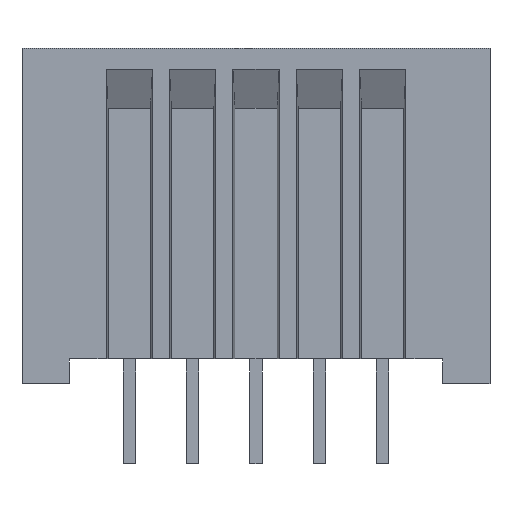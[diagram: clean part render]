
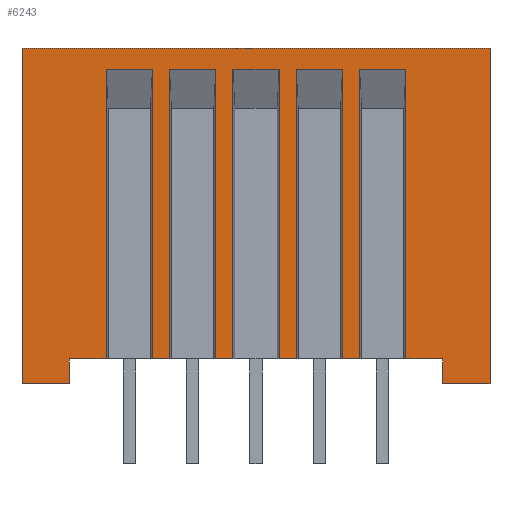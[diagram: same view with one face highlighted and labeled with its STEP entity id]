
A CAD part, front view. The second image highlights one B-rep face of the part: STEP entity #6243.
In plain terms, the highlighted planar face has unit normal (0, -1, 0).
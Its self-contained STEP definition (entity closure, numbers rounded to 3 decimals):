
#42=DIRECTION('',(1.,0.,0.));
#43=VECTOR('',#42,18.76);
#44=CARTESIAN_POINT('',(-9.38,-5.08,0.));
#45=LINE('',#44,#43);
#458=DIRECTION('',(1.,0.,0.));
#459=VECTOR('',#458,1.475);
#460=CARTESIAN_POINT('',(6.005,-5.08,-12.45));
#461=LINE('',#460,#459);
#642=DIRECTION('',(1.,0.,0.));
#643=VECTOR('',#642,1.475);
#644=CARTESIAN_POINT('',(-7.48,-5.08,-12.45));
#645=LINE('',#644,#643);
#650=DIRECTION('',(1.,0.,0.));
#651=VECTOR('',#650,0.69);
#652=CARTESIAN_POINT('',(-4.155,-5.08,-12.45));
#653=LINE('',#652,#651);
#658=DIRECTION('',(1.,0.,0.));
#659=VECTOR('',#658,0.69);
#660=CARTESIAN_POINT('',(-1.615,-5.08,-12.45));
#661=LINE('',#660,#659);
#666=DIRECTION('',(1.,0.,0.));
#667=VECTOR('',#666,0.69);
#668=CARTESIAN_POINT('',(0.925,-5.08,-12.45));
#669=LINE('',#668,#667);
#674=DIRECTION('',(1.,0.,0.));
#675=VECTOR('',#674,0.69);
#676=CARTESIAN_POINT('',(3.465,-5.08,-12.45));
#677=LINE('',#676,#675);
#982=DIRECTION('',(0.,0.,-1.));
#983=VECTOR('',#982,11.611);
#984=CARTESIAN_POINT('',(4.155,-5.08,-0.839));
#985=LINE('',#984,#983);
#986=DIRECTION('',(0.,0.,1.));
#987=VECTOR('',#986,11.611);
#988=CARTESIAN_POINT('',(3.465,-5.08,-12.45));
#989=LINE('',#988,#987);
#990=DIRECTION('',(-1.,0.,0.));
#991=VECTOR('',#990,1.85);
#992=CARTESIAN_POINT('',(3.465,-5.08,-0.839));
#993=LINE('',#992,#991);
#994=DIRECTION('',(0.,0.,-1.));
#995=VECTOR('',#994,11.611);
#996=CARTESIAN_POINT('',(1.615,-5.08,-0.839));
#997=LINE('',#996,#995);
#998=DIRECTION('',(0.,0.,1.));
#999=VECTOR('',#998,11.611);
#1000=CARTESIAN_POINT('',(0.925,-5.08,-12.45));
#1001=LINE('',#1000,#999);
#1002=DIRECTION('',(-1.,0.,0.));
#1003=VECTOR('',#1002,1.85);
#1004=CARTESIAN_POINT('',(0.925,-5.08,-0.839));
#1005=LINE('',#1004,#1003);
#1006=DIRECTION('',(0.,0.,-1.));
#1007=VECTOR('',#1006,11.611);
#1008=CARTESIAN_POINT('',(-0.925,-5.08,-0.839));
#1009=LINE('',#1008,#1007);
#1010=DIRECTION('',(0.,0.,1.));
#1011=VECTOR('',#1010,11.611);
#1012=CARTESIAN_POINT('',(-1.615,-5.08,-12.45));
#1013=LINE('',#1012,#1011);
#1014=DIRECTION('',(-1.,0.,0.));
#1015=VECTOR('',#1014,1.85);
#1016=CARTESIAN_POINT('',(-1.615,-5.08,-0.839));
#1017=LINE('',#1016,#1015);
#1018=DIRECTION('',(0.,0.,-1.));
#1019=VECTOR('',#1018,11.611);
#1020=CARTESIAN_POINT('',(-3.465,-5.08,-0.839));
#1021=LINE('',#1020,#1019);
#1022=DIRECTION('',(0.,0.,1.));
#1023=VECTOR('',#1022,11.611);
#1024=CARTESIAN_POINT('',(-4.155,-5.08,-12.45));
#1025=LINE('',#1024,#1023);
#1026=DIRECTION('',(-1.,0.,0.));
#1027=VECTOR('',#1026,1.85);
#1028=CARTESIAN_POINT('',(-4.155,-5.08,-0.839));
#1029=LINE('',#1028,#1027);
#1030=DIRECTION('',(0.,0.,-1.));
#1031=VECTOR('',#1030,11.611);
#1032=CARTESIAN_POINT('',(-6.005,-5.08,-0.839));
#1033=LINE('',#1032,#1031);
#1034=DIRECTION('',(0.,0.,-1.));
#1035=VECTOR('',#1034,1.);
#1036=CARTESIAN_POINT('',(-7.48,-5.08,-12.45));
#1037=LINE('',#1036,#1035);
#1038=DIRECTION('',(0.,0.,1.));
#1039=VECTOR('',#1038,13.45);
#1040=CARTESIAN_POINT('',(-9.38,-5.08,-13.45));
#1041=LINE('',#1040,#1039);
#1042=DIRECTION('',(0.,0.,1.));
#1043=VECTOR('',#1042,11.611);
#1044=CARTESIAN_POINT('',(6.005,-5.08,-12.45));
#1045=LINE('',#1044,#1043);
#1046=DIRECTION('',(-1.,0.,0.));
#1047=VECTOR('',#1046,1.85);
#1048=CARTESIAN_POINT('',(6.005,-5.08,-0.839));
#1049=LINE('',#1048,#1047);
#1178=DIRECTION('',(-1.,0.,0.));
#1179=VECTOR('',#1178,1.9);
#1180=CARTESIAN_POINT('',(-7.48,-5.08,-13.45));
#1181=LINE('',#1180,#1179);
#1238=DIRECTION('',(-1.,0.,0.));
#1239=VECTOR('',#1238,1.9);
#1240=CARTESIAN_POINT('',(9.38,-5.08,-13.45));
#1241=LINE('',#1240,#1239);
#1382=DIRECTION('',(0.,0.,1.));
#1383=VECTOR('',#1382,13.45);
#1384=CARTESIAN_POINT('',(9.38,-5.08,-13.45));
#1385=LINE('',#1384,#1383);
#1466=DIRECTION('',(0.,0.,-1.));
#1467=VECTOR('',#1466,1.);
#1468=CARTESIAN_POINT('',(7.48,-5.08,-12.45));
#1469=LINE('',#1468,#1467);
#3926=CARTESIAN_POINT('',(-9.38,-5.08,0.));
#3927=VERTEX_POINT('',#3926);
#3928=CARTESIAN_POINT('',(9.38,-5.08,0.));
#3929=VERTEX_POINT('',#3928);
#3970=CARTESIAN_POINT('',(-6.005,-5.08,-0.839));
#3971=CARTESIAN_POINT('',(-6.005,-5.08,-12.45));
#3972=VERTEX_POINT('',#3970);
#3973=VERTEX_POINT('',#3971);
#3979=CARTESIAN_POINT('',(-4.155,-5.08,-0.839));
#3981=VERTEX_POINT('',#3979);
#3982=CARTESIAN_POINT('',(-4.155,-5.08,-12.45));
#3983=VERTEX_POINT('',#3982);
#4066=CARTESIAN_POINT('',(-9.38,-5.08,-13.45));
#4068=VERTEX_POINT('',#4066);
#4072=CARTESIAN_POINT('',(-7.48,-5.08,-13.45));
#4073=VERTEX_POINT('',#4072);
#4098=CARTESIAN_POINT('',(9.38,-5.08,-13.45));
#4099=CARTESIAN_POINT('',(7.48,-5.08,-13.45));
#4100=VERTEX_POINT('',#4098);
#4101=VERTEX_POINT('',#4099);
#4134=CARTESIAN_POINT('',(-7.48,-5.08,-12.45));
#4135=VERTEX_POINT('',#4134);
#4158=CARTESIAN_POINT('',(7.48,-5.08,-12.45));
#4160=VERTEX_POINT('',#4158);
#4315=CARTESIAN_POINT('',(-3.465,-5.08,-12.45));
#4317=VERTEX_POINT('',#4315);
#4318=CARTESIAN_POINT('',(-1.615,-5.08,-12.45));
#4320=VERTEX_POINT('',#4318);
#4475=CARTESIAN_POINT('',(-0.925,-5.08,-12.45));
#4477=VERTEX_POINT('',#4475);
#4478=CARTESIAN_POINT('',(0.925,-5.08,-12.45));
#4480=VERTEX_POINT('',#4478);
#4634=CARTESIAN_POINT('',(-3.465,-5.08,-0.839));
#4635=VERTEX_POINT('',#4634);
#4639=CARTESIAN_POINT('',(-1.615,-5.08,-0.839));
#4641=VERTEX_POINT('',#4639);
#4682=CARTESIAN_POINT('',(-0.925,-5.08,-0.839));
#4683=VERTEX_POINT('',#4682);
#4687=CARTESIAN_POINT('',(0.925,-5.08,-0.839));
#4689=VERTEX_POINT('',#4687);
#4731=CARTESIAN_POINT('',(1.615,-5.08,-12.45));
#4733=VERTEX_POINT('',#4731);
#4734=CARTESIAN_POINT('',(3.465,-5.08,-12.45));
#4736=VERTEX_POINT('',#4734);
#4890=CARTESIAN_POINT('',(1.615,-5.08,-0.839));
#4891=VERTEX_POINT('',#4890);
#4895=CARTESIAN_POINT('',(3.465,-5.08,-0.839));
#4897=VERTEX_POINT('',#4895);
#4939=CARTESIAN_POINT('',(4.155,-5.08,-12.45));
#4941=VERTEX_POINT('',#4939);
#4942=CARTESIAN_POINT('',(6.005,-5.08,-12.45));
#4944=VERTEX_POINT('',#4942);
#5098=CARTESIAN_POINT('',(4.155,-5.08,-0.839));
#5099=VERTEX_POINT('',#5098);
#5103=CARTESIAN_POINT('',(6.005,-5.08,-0.839));
#5105=VERTEX_POINT('',#5103);
#6188=CARTESIAN_POINT('',(-9.38,-5.08,0.));
#6189=DIRECTION('',(0.,-1.,0.));
#6190=DIRECTION('',(1.,0.,0.));
#6191=AXIS2_PLACEMENT_3D('',#6188,#6189,#6190);
#6192=PLANE('',#6191);
#6193=ORIENTED_EDGE('',*,*,#6180,.T.);
#6194=ORIENTED_EDGE('',*,*,#5508,.F.);
#6196=ORIENTED_EDGE('',*,*,#6195,.T.);
#6198=ORIENTED_EDGE('',*,*,#6197,.T.);
#6200=ORIENTED_EDGE('',*,*,#6199,.T.);
#6201=ORIENTED_EDGE('',*,*,#5500,.F.);
#6203=ORIENTED_EDGE('',*,*,#6202,.T.);
#6205=ORIENTED_EDGE('',*,*,#6204,.T.);
#6207=ORIENTED_EDGE('',*,*,#6206,.T.);
#6208=ORIENTED_EDGE('',*,*,#5492,.F.);
#6210=ORIENTED_EDGE('',*,*,#6209,.T.);
#6212=ORIENTED_EDGE('',*,*,#6211,.T.);
#6214=ORIENTED_EDGE('',*,*,#6213,.T.);
#6215=ORIENTED_EDGE('',*,*,#5484,.F.);
#6217=ORIENTED_EDGE('',*,*,#6216,.T.);
#6219=ORIENTED_EDGE('',*,*,#6218,.T.);
#6221=ORIENTED_EDGE('',*,*,#6220,.T.);
#6222=ORIENTED_EDGE('',*,*,#5476,.F.);
#6224=ORIENTED_EDGE('',*,*,#6223,.T.);
#6226=ORIENTED_EDGE('',*,*,#6225,.T.);
#6228=ORIENTED_EDGE('',*,*,#6227,.T.);
#6229=ORIENTED_EDGE('',*,*,#5171,.T.);
#6231=ORIENTED_EDGE('',*,*,#6230,.F.);
#6233=ORIENTED_EDGE('',*,*,#6232,.T.);
#6235=ORIENTED_EDGE('',*,*,#6234,.F.);
#6236=ORIENTED_EDGE('',*,*,#5371,.F.);
#6238=ORIENTED_EDGE('',*,*,#6237,.T.);
#6240=ORIENTED_EDGE('',*,*,#6239,.T.);
#6241=EDGE_LOOP('',(#6193,#6194,#6196,#6198,#6200,#6201,#6203,#6205,#6207,#6208,
#6210,#6212,#6214,#6215,#6217,#6219,#6221,#6222,#6224,#6226,#6228,#6229,#6231,
#6233,#6235,#6236,#6238,#6240));
#6242=FACE_OUTER_BOUND('',#6241,.F.);
#6243=ADVANCED_FACE('',(#6242),#6192,.T.);
#5171=EDGE_CURVE('',#3927,#3929,#45,.T.);
#5371=EDGE_CURVE('',#4944,#4160,#461,.T.);
#5476=EDGE_CURVE('',#4135,#3973,#645,.T.);
#5484=EDGE_CURVE('',#3983,#4317,#653,.T.);
#5492=EDGE_CURVE('',#4320,#4477,#661,.T.);
#5500=EDGE_CURVE('',#4480,#4733,#669,.T.);
#5508=EDGE_CURVE('',#4736,#4941,#677,.T.);
#6180=EDGE_CURVE('',#5099,#4941,#985,.T.);
#6195=EDGE_CURVE('',#4736,#4897,#989,.T.);
#6197=EDGE_CURVE('',#4897,#4891,#993,.T.);
#6199=EDGE_CURVE('',#4891,#4733,#997,.T.);
#6202=EDGE_CURVE('',#4480,#4689,#1001,.T.);
#6204=EDGE_CURVE('',#4689,#4683,#1005,.T.);
#6206=EDGE_CURVE('',#4683,#4477,#1009,.T.);
#6209=EDGE_CURVE('',#4320,#4641,#1013,.T.);
#6211=EDGE_CURVE('',#4641,#4635,#1017,.T.);
#6213=EDGE_CURVE('',#4635,#4317,#1021,.T.);
#6216=EDGE_CURVE('',#3983,#3981,#1025,.T.);
#6218=EDGE_CURVE('',#3981,#3972,#1029,.T.);
#6220=EDGE_CURVE('',#3972,#3973,#1033,.T.);
#6223=EDGE_CURVE('',#4135,#4073,#1037,.T.);
#6225=EDGE_CURVE('',#4073,#4068,#1181,.T.);
#6227=EDGE_CURVE('',#4068,#3927,#1041,.T.);
#6230=EDGE_CURVE('',#4100,#3929,#1385,.T.);
#6232=EDGE_CURVE('',#4100,#4101,#1241,.T.);
#6234=EDGE_CURVE('',#4160,#4101,#1469,.T.);
#6237=EDGE_CURVE('',#4944,#5105,#1045,.T.);
#6239=EDGE_CURVE('',#5105,#5099,#1049,.T.);
